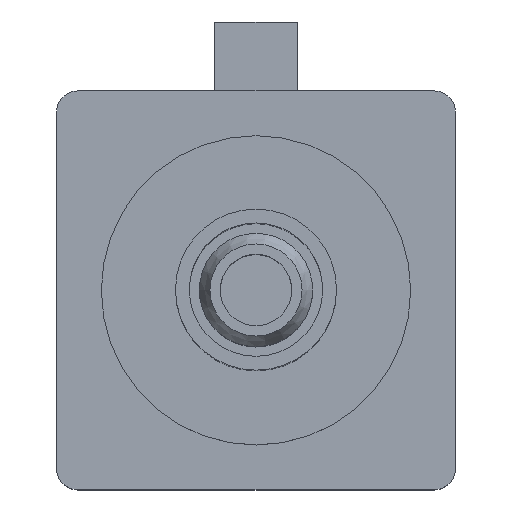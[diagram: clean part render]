
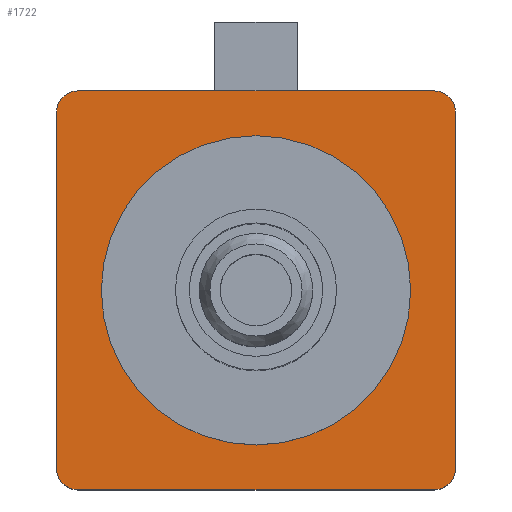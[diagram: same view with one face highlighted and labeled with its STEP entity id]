
A CAD part, top view. The second image highlights one B-rep face of the part: STEP entity #1722.
In plain terms, the highlighted planar face has unit normal (0, 0, 1).
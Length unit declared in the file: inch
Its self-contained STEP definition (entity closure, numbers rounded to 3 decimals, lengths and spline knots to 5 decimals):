
#60 = VECTOR ( 'NONE', #1286, 39.37008 ) ;
#81 = AXIS2_PLACEMENT_3D ( 'NONE', #707, #273, #561 ) ;
#94 = CARTESIAN_POINT ( 'NONE',  ( 0.16701, 0.18701, 0. ) ) ;
#100 = EDGE_CURVE ( 'NONE', #1330, #713, #1248, .T. ) ;
#110 = DIRECTION ( 'NONE',  ( -1., 0., 0. ) ) ;
#132 = CIRCLE ( 'NONE', #1187, 0.02 ) ;
#134 = DIRECTION ( 'NONE',  ( -1., 0., 0. ) ) ;
#175 = ORIENTED_EDGE ( 'NONE', *, *, #360, .T. ) ;
#188 = CARTESIAN_POINT ( 'NONE',  ( 0.18701, -0.18701, 0. ) ) ;
#194 = EDGE_CURVE ( 'NONE', #1531, #840, #434, .T. ) ;
#210 = EDGE_CURVE ( 'NONE', #840, #1243, #245, .T. ) ;
#230 = DIRECTION ( 'NONE',  ( -1., 0., 0. ) ) ;
#245 = CIRCLE ( 'NONE', #1359, 0.02 ) ;
#265 = EDGE_CURVE ( 'NONE', #1062, #1062, #489, .T. ) ;
#273 = DIRECTION ( 'NONE',  ( 0., 0., 1. ) ) ;
#296 = ORIENTED_EDGE ( 'NONE', *, *, #210, .T. ) ;
#360 = EDGE_CURVE ( 'NONE', #1243, #1330, #1518, .T. ) ;
#364 = EDGE_LOOP ( 'NONE', ( #660 ) ) ;
#421 = CARTESIAN_POINT ( 'NONE',  ( -0.145, 0., 0. ) ) ;
#434 = LINE ( 'NONE', #1082, #767 ) ;
#489 = CIRCLE ( 'NONE', #1704, 0.145 ) ;
#496 = CARTESIAN_POINT ( 'NONE',  ( 0., 0., 0. ) ) ;
#509 = ORIENTED_EDGE ( 'NONE', *, *, #1115, .T. ) ;
#520 = VERTEX_POINT ( 'NONE', #94 ) ;
#532 = FACE_OUTER_BOUND ( 'NONE', #566, .T. ) ;
#546 = FACE_BOUND ( 'NONE', #364, .T. ) ;
#561 = DIRECTION ( 'NONE',  ( -1., 0., 0. ) ) ;
#566 = EDGE_LOOP ( 'NONE', ( #962, #1179, #1716, #509, #693, #296, #175, #987 ) ) ;
#597 = DIRECTION ( 'NONE',  ( 1., 0., 0. ) ) ;
#603 = LINE ( 'NONE', #188, #885 ) ;
#604 = AXIS2_PLACEMENT_3D ( 'NONE', #496, #1413, #110 ) ;
#615 = EDGE_CURVE ( 'NONE', #713, #720, #603, .T. ) ;
#633 = VERTEX_POINT ( 'NONE', #739 ) ;
#660 = ORIENTED_EDGE ( 'NONE', *, *, #265, .F. ) ;
#693 = ORIENTED_EDGE ( 'NONE', *, *, #194, .T. ) ;
#707 = CARTESIAN_POINT ( 'NONE',  ( 0.16701, -0.16701, 0. ) ) ;
#713 = VERTEX_POINT ( 'NONE', #1173 ) ;
#719 = DIRECTION ( 'NONE',  ( 0., 1., 0. ) ) ;
#720 = VERTEX_POINT ( 'NONE', #1023 ) ;
#739 = CARTESIAN_POINT ( 'NONE',  ( -0.16701, 0.18701, 0. ) ) ;
#744 = AXIS2_PLACEMENT_3D ( 'NONE', #872, #1399, #230 ) ;
#751 = CARTESIAN_POINT ( 'NONE',  ( -0.16701, 0.16701, 0. ) ) ;
#759 = CARTESIAN_POINT ( 'NONE',  ( -0.18701, 0.18701, 0. ) ) ;
#767 = VECTOR ( 'NONE', #977, 39.37008 ) ;
#799 = CIRCLE ( 'NONE', #744, 0.02 ) ;
#840 = VERTEX_POINT ( 'NONE', #1163 ) ;
#872 = CARTESIAN_POINT ( 'NONE',  ( 0.16701, 0.16701, 0. ) ) ;
#877 = EDGE_CURVE ( 'NONE', #720, #520, #799, .T. ) ;
#885 = VECTOR ( 'NONE', #719, 39.37008 ) ;
#893 = DIRECTION ( 'NONE',  ( 0., 0., 1. ) ) ;
#899 = EDGE_CURVE ( 'NONE', #520, #633, #1269, .T. ) ;
#900 = CARTESIAN_POINT ( 'NONE',  ( -0.18701, 0.16701, 0. ) ) ;
#962 = ORIENTED_EDGE ( 'NONE', *, *, #615, .T. ) ;
#977 = DIRECTION ( 'NONE',  ( 0., -1., 0. ) ) ;
#987 = ORIENTED_EDGE ( 'NONE', *, *, #100, .T. ) ;
#1007 = VECTOR ( 'NONE', #597, 39.37008 ) ;
#1023 = CARTESIAN_POINT ( 'NONE',  ( 0.18701, 0.16701, 0. ) ) ;
#1060 = CARTESIAN_POINT ( 'NONE',  ( 0., 0., 0. ) ) ;
#1062 = VERTEX_POINT ( 'NONE', #421 ) ;
#1071 = DIRECTION ( 'NONE',  ( -1., 0., 0. ) ) ;
#1082 = CARTESIAN_POINT ( 'NONE',  ( -0.18701, -0.18701, 0. ) ) ;
#1115 = EDGE_CURVE ( 'NONE', #633, #1531, #132, .T. ) ;
#1163 = CARTESIAN_POINT ( 'NONE',  ( -0.18701, -0.16701, 0. ) ) ;
#1173 = CARTESIAN_POINT ( 'NONE',  ( 0.18701, -0.16701, 0. ) ) ;
#1179 = ORIENTED_EDGE ( 'NONE', *, *, #877, .T. ) ;
#1187 = AXIS2_PLACEMENT_3D ( 'NONE', #751, #893, #1285 ) ;
#1192 = CARTESIAN_POINT ( 'NONE',  ( 0.16701, -0.18701, 0. ) ) ;
#1243 = VERTEX_POINT ( 'NONE', #1527 ) ;
#1248 = CIRCLE ( 'NONE', #81, 0.02 ) ;
#1264 = CARTESIAN_POINT ( 'NONE',  ( -0.18701, -0.18701, 0. ) ) ;
#1269 = LINE ( 'NONE', #759, #60 ) ;
#1285 = DIRECTION ( 'NONE',  ( -1., 0., 0. ) ) ;
#1286 = DIRECTION ( 'NONE',  ( -1., 0., 0. ) ) ;
#1322 = DIRECTION ( 'NONE',  ( 0., 0., 1. ) ) ;
#1330 = VERTEX_POINT ( 'NONE', #1192 ) ;
#1359 = AXIS2_PLACEMENT_3D ( 'NONE', #1657, #1522, #1071 ) ;
#1399 = DIRECTION ( 'NONE',  ( 0., 0., 1. ) ) ;
#1413 = DIRECTION ( 'NONE',  ( 0., 0., -1. ) ) ;
#1452 = PLANE ( 'NONE',  #604 ) ;
#1518 = LINE ( 'NONE', #1264, #1007 ) ;
#1522 = DIRECTION ( 'NONE',  ( 0., 0., 1. ) ) ;
#1527 = CARTESIAN_POINT ( 'NONE',  ( -0.16701, -0.18701, 0. ) ) ;
#1531 = VERTEX_POINT ( 'NONE', #900 ) ;
#1657 = CARTESIAN_POINT ( 'NONE',  ( -0.16701, -0.16701, 0. ) ) ;
#1704 = AXIS2_PLACEMENT_3D ( 'NONE', #1060, #1322, #134 ) ;
#1716 = ORIENTED_EDGE ( 'NONE', *, *, #899, .T. ) ;
#1722 = ADVANCED_FACE ( 'NONE', ( #532, #546 ), #1452, .F. ) ;
